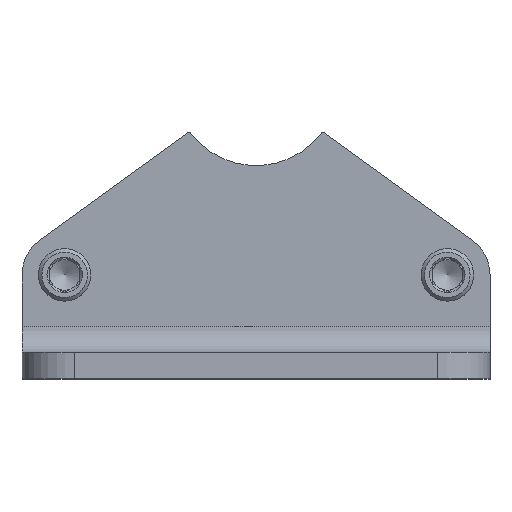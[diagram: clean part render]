
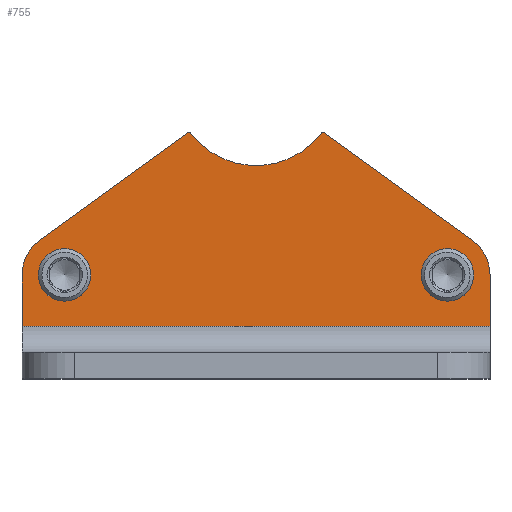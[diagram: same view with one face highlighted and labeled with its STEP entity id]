
A CAD part, top view. The second image highlights one B-rep face of the part: STEP entity #755.
In plain terms, the highlighted face is planar.
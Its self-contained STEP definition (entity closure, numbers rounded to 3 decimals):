
#88=CIRCLE('',#842,8.75);
#89=CIRCLE('',#843,8.75);
#90=CIRCLE('',#844,19.5);
#91=CIRCLE('',#845,19.5);
#92=CIRCLE('',#846,1.);
#93=CIRCLE('',#847,37.5);
#94=CIRCLE('',#848,1.);
#145=ORIENTED_EDGE('',*,*,#344,.F.);
#146=ORIENTED_EDGE('',*,*,#345,.F.);
#147=ORIENTED_EDGE('',*,*,#346,.F.);
#148=ORIENTED_EDGE('',*,*,#347,.T.);
#149=ORIENTED_EDGE('',*,*,#348,.F.);
#150=ORIENTED_EDGE('',*,*,#349,.T.);
#151=ORIENTED_EDGE('',*,*,#326,.T.);
#152=ORIENTED_EDGE('',*,*,#350,.T.);
#153=ORIENTED_EDGE('',*,*,#351,.F.);
#154=ORIENTED_EDGE('',*,*,#352,.T.);
#155=ORIENTED_EDGE('',*,*,#353,.F.);
#156=ORIENTED_EDGE('',*,*,#354,.T.);
#326=EDGE_CURVE('',#427,#425,#493,.T.);
#344=EDGE_CURVE('',#443,#443,#88,.F.);
#345=EDGE_CURVE('',#444,#444,#89,.F.);
#346=EDGE_CURVE('',#445,#446,#502,.T.);
#347=EDGE_CURVE('',#445,#447,#90,.F.);
#348=EDGE_CURVE('',#448,#447,#503,.T.);
#349=EDGE_CURVE('',#448,#427,#504,.T.);
#350=EDGE_CURVE('',#425,#449,#91,.F.);
#351=EDGE_CURVE('',#450,#449,#505,.T.);
#352=EDGE_CURVE('',#450,#451,#92,.F.);
#353=EDGE_CURVE('',#452,#451,#93,.F.);
#354=EDGE_CURVE('',#452,#446,#94,.F.);
#425=VERTEX_POINT('',#1189);
#427=VERTEX_POINT('',#1192);
#443=VERTEX_POINT('',#1228);
#444=VERTEX_POINT('',#1230);
#445=VERTEX_POINT('',#1232);
#446=VERTEX_POINT('',#1233);
#447=VERTEX_POINT('',#1235);
#448=VERTEX_POINT('',#1237);
#449=VERTEX_POINT('',#1240);
#450=VERTEX_POINT('',#1242);
#451=VERTEX_POINT('',#1244);
#452=VERTEX_POINT('',#1246);
#493=LINE('',#1191,#541);
#502=LINE('',#1231,#550);
#503=LINE('',#1236,#551);
#504=LINE('',#1238,#552);
#505=LINE('',#1241,#553);
#541=VECTOR('',#937,1000.);
#550=VECTOR('',#972,1000.);
#551=VECTOR('',#975,1000.);
#552=VECTOR('',#976,1000.);
#553=VECTOR('',#979,1000.);
#592=EDGE_LOOP('',(#145));
#593=EDGE_LOOP('',(#146));
#594=EDGE_LOOP('',(#147,#148,#149,#150,#151,#152,#153,#154,#155,#156));
#662=FACE_BOUND('',#592,.T.);
#663=FACE_BOUND('',#593,.T.);
#664=FACE_BOUND('',#594,.T.);
#731=PLANE('',#841);
#755=ADVANCED_FACE('',(#662,#663,#664),#731,.F.);
#841=AXIS2_PLACEMENT_3D('',#1226,#966,#967);
#842=AXIS2_PLACEMENT_3D('',#1227,#968,#969);
#843=AXIS2_PLACEMENT_3D('',#1229,#970,#971);
#844=AXIS2_PLACEMENT_3D('',#1234,#973,#974);
#845=AXIS2_PLACEMENT_3D('',#1239,#977,#978);
#846=AXIS2_PLACEMENT_3D('',#1243,#980,#981);
#847=AXIS2_PLACEMENT_3D('',#1245,#982,#983);
#848=AXIS2_PLACEMENT_3D('',#1247,#984,#985);
#937=DIRECTION('',(0.,1.,0.));
#966=DIRECTION('',(-1.,0.,0.));
#967=DIRECTION('',(0.,0.,1.));
#968=DIRECTION('',(-1.,0.,0.));
#969=DIRECTION('',(0.,0.,1.));
#970=DIRECTION('',(-1.,0.,0.));
#971=DIRECTION('',(0.,0.,1.));
#972=DIRECTION('',(0.,0.587,-0.81));
#973=DIRECTION('',(-1.,0.,0.));
#974=DIRECTION('',(0.,0.,1.));
#975=DIRECTION('',(0.,1.,0.));
#976=DIRECTION('',(0.,0.,-1.));
#977=DIRECTION('',(-1.,0.,0.));
#978=DIRECTION('',(0.,0.,1.));
#979=DIRECTION('',(0.,-0.587,-0.81));
#980=DIRECTION('',(-1.,0.,0.));
#981=DIRECTION('',(0.,0.,1.));
#982=DIRECTION('',(-1.,0.,0.));
#983=DIRECTION('',(0.,0.,1.));
#984=DIRECTION('',(-1.,0.,0.));
#985=DIRECTION('',(0.,0.,1.));
#1189=CARTESIAN_POINT('',(12.,-87.5,-107.));
#1191=CARTESIAN_POINT('',(12.,-111.,-107.));
#1192=CARTESIAN_POINT('',(12.,-111.,-107.));
#1226=CARTESIAN_POINT('',(12.,-111.,107.));
#1227=CARTESIAN_POINT('',(12.,-87.5,-87.5));
#1228=CARTESIAN_POINT('',(12.,-87.5,-78.75));
#1229=CARTESIAN_POINT('',(12.,-87.5,87.5));
#1230=CARTESIAN_POINT('',(12.,-87.5,96.25));
#1231=CARTESIAN_POINT('',(12.,-89.07,122.894));
#1232=CARTESIAN_POINT('',(12.,-71.711,98.943));
#1233=CARTESIAN_POINT('',(12.,-22.586,31.163));
#1234=CARTESIAN_POINT('',(12.,-87.5,87.5));
#1235=CARTESIAN_POINT('',(12.,-87.5,107.));
#1236=CARTESIAN_POINT('',(12.,-111.,107.));
#1237=CARTESIAN_POINT('',(12.,-111.,107.));
#1238=CARTESIAN_POINT('',(12.,-111.,107.));
#1239=CARTESIAN_POINT('',(12.,-87.5,-87.5));
#1240=CARTESIAN_POINT('',(12.,-71.711,-98.943));
#1241=CARTESIAN_POINT('',(12.,12.616,17.407));
#1242=CARTESIAN_POINT('',(12.,-22.586,-31.163));
#1243=CARTESIAN_POINT('',(12.,-23.396,-30.576));
#1244=CARTESIAN_POINT('',(12.,-22.788,-29.782));
#1245=CARTESIAN_POINT('',(12.,0.,0.));
#1246=CARTESIAN_POINT('',(12.,-22.788,29.782));
#1247=CARTESIAN_POINT('',(12.,-23.396,30.576));
